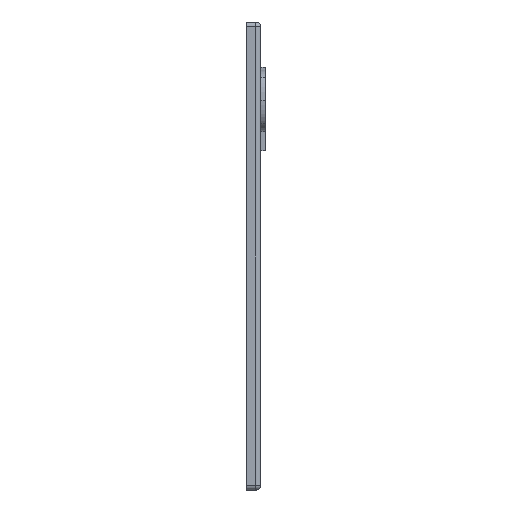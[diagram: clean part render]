
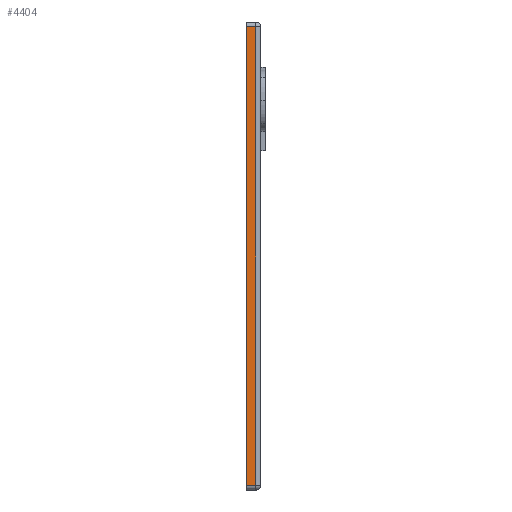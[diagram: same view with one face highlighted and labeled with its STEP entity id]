
A CAD part, left-side view. The second image highlights one B-rep face of the part: STEP entity #4404.
In plain terms, the highlighted planar face has unit normal (-1, 0, 0).
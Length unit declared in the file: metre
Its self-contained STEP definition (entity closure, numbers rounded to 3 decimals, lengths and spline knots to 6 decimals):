
#625=ORIENTED_EDGE('',*,*,#1987,.T.);
#626=ORIENTED_EDGE('',*,*,#1988,.T.);
#627=ORIENTED_EDGE('',*,*,#1989,.T.);
#628=ORIENTED_EDGE('',*,*,#1990,.T.);
#1987=EDGE_CURVE('',#2668,#2669,#3019,.F.);
#1988=EDGE_CURVE('',#2669,#2670,#3020,.F.);
#1989=EDGE_CURVE('',#2670,#2671,#3021,.T.);
#1990=EDGE_CURVE('',#2671,#2668,#3022,.T.);
#2668=VERTEX_POINT('',#6086);
#2669=VERTEX_POINT('',#6087);
#2670=VERTEX_POINT('',#6089);
#2671=VERTEX_POINT('',#6091);
#3019=LINE('',#6085,#3412);
#3020=LINE('',#6088,#3413);
#3021=LINE('',#6090,#3414);
#3022=LINE('',#6092,#3415);
#3412=VECTOR('',#4925,1.);
#3413=VECTOR('',#4926,1.);
#3414=VECTOR('',#4927,1.);
#3415=VECTOR('',#4928,1.);
#3746=EDGE_LOOP('',(#625,#626,#627,#628));
#4031=FACE_BOUND('',#3746,.T.);
#4300=PLANE('',#4676);
#4404=ADVANCED_FACE('',(#4031),#4300,.F.);
#4676=AXIS2_PLACEMENT_3D('',#6084,#4923,#4924);
#4923=DIRECTION('',(1.,0.,0.));
#4924=DIRECTION('',(0.,0.,-1.));
#4925=DIRECTION('',(0.,1.,0.));
#4926=DIRECTION('',(0.,0.,-1.));
#4927=DIRECTION('',(0.,1.,0.));
#4928=DIRECTION('',(0.,0.,-1.));
#6084=CARTESIAN_POINT('',(-0.166779,-0.006,0.028285));
#6085=CARTESIAN_POINT('',(-0.166779,-0.006,-0.069715));
#6086=CARTESIAN_POINT('',(-0.166779,0.,-0.069715));
#6087=CARTESIAN_POINT('',(-0.166779,-0.004,-0.069715));
#6088=CARTESIAN_POINT('',(-0.166779,-0.004,0.126285));
#6089=CARTESIAN_POINT('',(-0.166779,-0.004,0.126285));
#6090=CARTESIAN_POINT('',(-0.166779,0.,0.126285));
#6091=CARTESIAN_POINT('',(-0.166779,0.,0.126285));
#6092=CARTESIAN_POINT('',(-0.166779,0.,0.028285));
